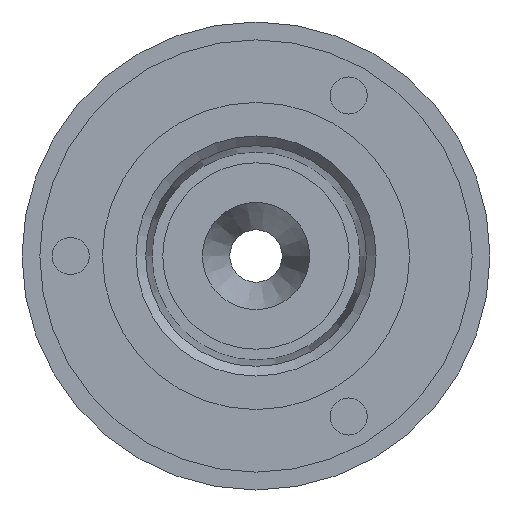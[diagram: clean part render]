
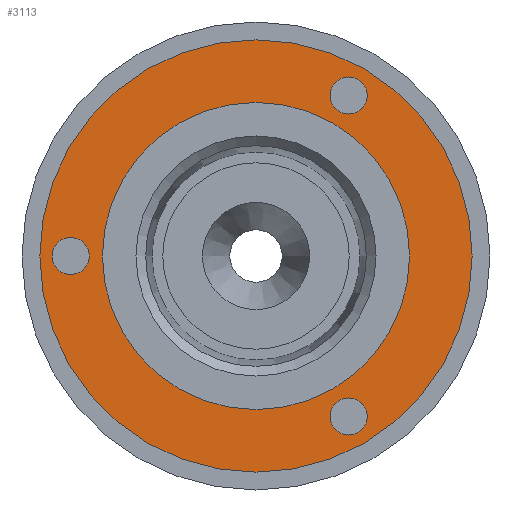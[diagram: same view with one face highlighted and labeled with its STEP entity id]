
A CAD part, front view. The second image highlights one B-rep face of the part: STEP entity #3113.
In plain terms, the highlighted planar face has unit normal (0, -1, 0).
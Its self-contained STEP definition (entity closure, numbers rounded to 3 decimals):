
#81=FACE_BOUND('',#779,.T.);
#82=FACE_BOUND('',#780,.T.);
#83=FACE_BOUND('',#781,.T.);
#84=FACE_BOUND('',#782,.T.);
#145=CIRCLE('',#3144,4.);
#154=CIRCLE('',#3159,4.);
#170=CIRCLE('',#3192,4.);
#243=CIRCLE('',#3396,46.65);
#244=CIRCLE('',#3398,33.15);
#538=FACE_OUTER_BOUND('',#778,.T.);
#778=EDGE_LOOP('',(#2725));
#779=EDGE_LOOP('',(#2726));
#780=EDGE_LOOP('',(#2727));
#781=EDGE_LOOP('',(#2728));
#782=EDGE_LOOP('',(#2729));
#1234=VERTEX_POINT('',#4309);
#1245=VERTEX_POINT('',#4363);
#1269=VERTEX_POINT('',#4466);
#1489=VERTEX_POINT('',#6393);
#1490=VERTEX_POINT('',#6396);
#1540=EDGE_CURVE('',#1234,#1234,#145,.T.);
#1553=EDGE_CURVE('',#1245,#1245,#154,.T.);
#1591=EDGE_CURVE('',#1269,#1269,#170,.T.);
#1901=EDGE_CURVE('',#1489,#1489,#243,.T.);
#1902=EDGE_CURVE('',#1490,#1490,#244,.T.);
#2725=ORIENTED_EDGE('',*,*,#1901,.T.);
#2726=ORIENTED_EDGE('',*,*,#1540,.T.);
#2727=ORIENTED_EDGE('',*,*,#1553,.T.);
#2728=ORIENTED_EDGE('',*,*,#1591,.T.);
#2729=ORIENTED_EDGE('',*,*,#1902,.F.);
#2848=PLANE('',#3397);
#3113=ADVANCED_FACE('',(#538,#81,#82,#83,#84),#2848,.T.);
#3144=AXIS2_PLACEMENT_3D('',#4310,#3493,#3494);
#3159=AXIS2_PLACEMENT_3D('',#4364,#3525,#3526);
#3192=AXIS2_PLACEMENT_3D('',#4467,#3611,#3612);
#3396=AXIS2_PLACEMENT_3D('',#6394,#4162,#4163);
#3397=AXIS2_PLACEMENT_3D('',#6395,#4164,#4165);
#3398=AXIS2_PLACEMENT_3D('',#6397,#4166,#4167);
#3493=DIRECTION('center_axis',(0.,1.,0.));
#3494=DIRECTION('ref_axis',(0.5,0.,-0.866));
#3525=DIRECTION('center_axis',(0.,1.,0.));
#3526=DIRECTION('ref_axis',(0.5,0.,0.866));
#3611=DIRECTION('center_axis',(0.,1.,0.));
#3612=DIRECTION('ref_axis',(-1.,0.,0.));
#4162=DIRECTION('center_axis',(0.,-1.,0.));
#4163=DIRECTION('ref_axis',(1.,0.,0.));
#4164=DIRECTION('center_axis',(0.,-1.,0.));
#4165=DIRECTION('ref_axis',(0.,0.,-1.));
#4166=DIRECTION('center_axis',(0.,-1.,0.));
#4167=DIRECTION('ref_axis',(1.,0.,0.));
#4309=CARTESIAN_POINT('',(18.,-103.179,-31.177));
#4310=CARTESIAN_POINT('Origin',(20.,-103.179,-34.641));
#4363=CARTESIAN_POINT('',(18.,-103.179,31.177));
#4364=CARTESIAN_POINT('Origin',(20.,-103.179,34.641));
#4466=CARTESIAN_POINT('',(-36.,-103.179,0.));
#4467=CARTESIAN_POINT('Origin',(-40.,-103.179,0.));
#6393=CARTESIAN_POINT('',(46.65,-103.179,0.));
#6394=CARTESIAN_POINT('Origin',(0.,-103.179,
0.));
#6395=CARTESIAN_POINT('Origin',(33.15,-103.179,0.));
#6396=CARTESIAN_POINT('',(33.15,-103.179,0.));
#6397=CARTESIAN_POINT('Origin',(0.,-103.179,
0.));
